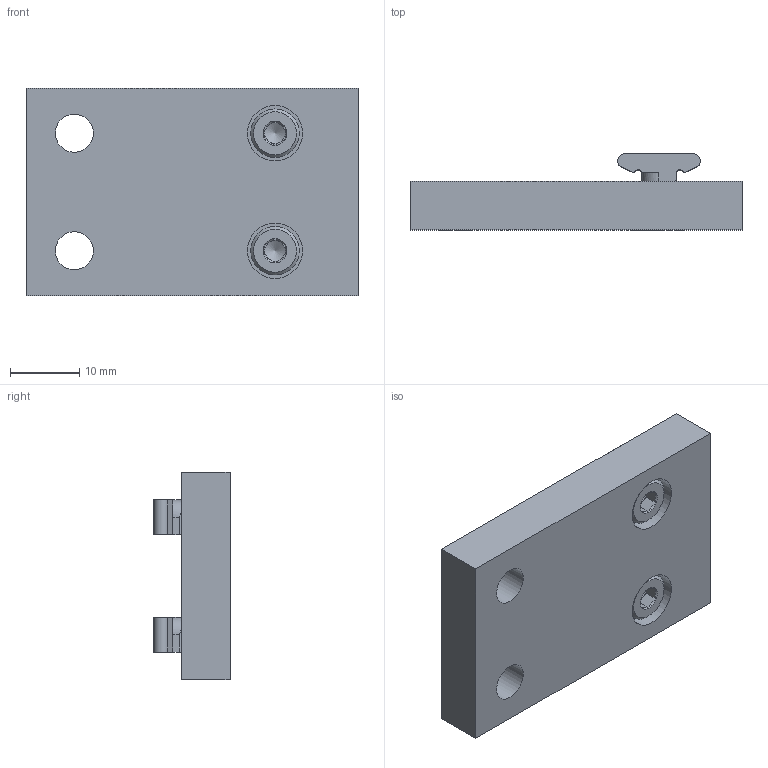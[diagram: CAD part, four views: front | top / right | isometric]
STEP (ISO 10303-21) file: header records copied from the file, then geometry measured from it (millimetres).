
FILE_DESCRIPTION(/* description */ ('STEP AP214'),/* implementation_level */ '2;1');
FILE_NAME(/* name */ '1711704_MUP-18_25-P',/* time_stamp */ '2024-09-11T18:14:24+02:00',/* author */ ('License CC BY-ND 4.0'),/* organization */ ('CADENAS'),/* preprocessor_version */ 'ST-DEVELOPER v19.3',/* originating_system */ 'PARTsolutions',/* authorisation */ ' ');
FILE_SCHEMA (('AUTOMOTIVE_DESIGN {1 0 10303 214 3 1 1}'));
Length unit declared in the file: millimetre
Products named in the file (4): 1711704 MUP-18/25-P---(0_0); 1711704 MUP-18/25-P---(p_0); DIN-912 - M4x6(F); 8003032 ABAN-1M4-5
Assembly tree (5 placements, depth 2):
  1711704 MUP-18/25-P---(0_0)
    1711704 MUP-18/25-P---(p_0)
    DIN-912 - M4x6(F)  x2
    8003032 ABAN-1M4-5  x2
Bounding box: 48 x 11 x 30 mm (x, y, z)
Volume: 9903 mm3; surface area: 5328.5 mm2
Topology: 5 solids, 5 shells, 116 faces, 256 edges, 154 vertices
Faces by surface type: plane 58, cylinder 32, cone 26
Full cylindrical faces by diameter (mm): 3.242 x2, 4 x2, 4.5 x2, 5.5 x2, 7 x2, 8 x2
Entity records: 1838 total; most frequent: DIRECTION 314, CARTESIAN_POINT 314, ORIENTED_EDGE 252, EDGE_CURVE 126, AXIS2_PLACEMENT_3D 125, FACE_BOUND 95, EDGE_LOOP 94, VERTEX_POINT 87
